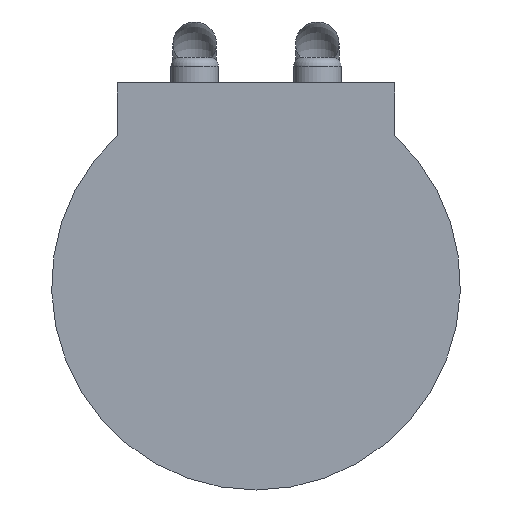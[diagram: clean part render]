
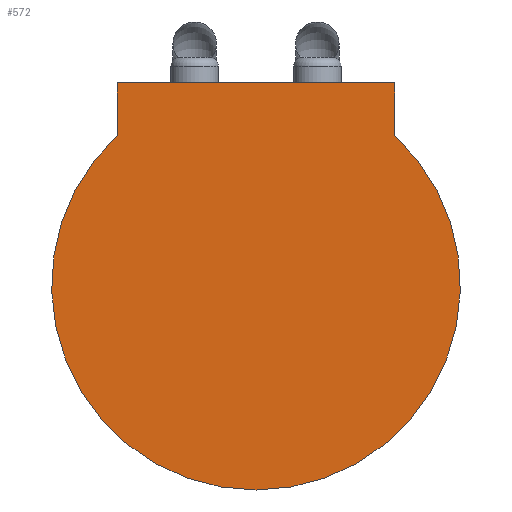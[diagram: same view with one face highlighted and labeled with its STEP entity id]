
A CAD part, front view. The second image highlights one B-rep face of the part: STEP entity #572.
In plain terms, the highlighted planar face has unit normal (0, -1, 0).
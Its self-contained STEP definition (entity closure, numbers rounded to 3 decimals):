
#10 = CARTESIAN_POINT ( 'NONE',  ( 23.971, -4., -1.3 ) ) ;
#24 = DIRECTION ( 'NONE',  ( 0., 0., 1. ) ) ;
#37 = VECTOR ( 'NONE', #24, 1000. ) ;
#46 = CARTESIAN_POINT ( 'NONE',  ( 23.971, -4., -6.3 ) ) ;
#49 = EDGE_CURVE ( 'NONE', #319, #392, #1110, .T. ) ;
#76 = CARTESIAN_POINT ( 'NONE',  ( -9.271, -4., 0. ) ) ;
#112 = EDGE_CURVE ( 'NONE', #1394, #392, #687, .T. ) ;
#125 = PLANE ( 'NONE',  #763 ) ;
#129 = EDGE_CURVE ( 'NONE', #840, #1098, #574, .T. ) ;
#174 = CARTESIAN_POINT ( 'NONE',  ( 7.35, -4., -48.8 ) ) ;
#222 = CARTESIAN_POINT ( 'NONE',  ( 7.35, -4., -24.3 ) ) ;
#237 = EDGE_LOOP ( 'NONE', ( #735, #1314, #1333, #586, #1390 ) ) ;
#303 = FACE_OUTER_BOUND ( 'NONE', #237, .T. ) ;
#319 = VERTEX_POINT ( 'NONE', #457 ) ;
#334 = DIRECTION ( 'NONE',  ( 0., 0., -1. ) ) ;
#341 = CIRCLE ( 'NONE', #948, 24.5 ) ;
#392 = VERTEX_POINT ( 'NONE', #46 ) ;
#438 = CARTESIAN_POINT ( 'NONE',  ( -9.271, -4., -6.3 ) ) ;
#457 = CARTESIAN_POINT ( 'NONE',  ( 23.971, -4., 0. ) ) ;
#481 = CARTESIAN_POINT ( 'NONE',  ( 31.85, -4., 0. ) ) ;
#533 = DIRECTION ( 'NONE',  ( 0., 1., 0. ) ) ;
#572 = ADVANCED_FACE ( 'NONE', ( #303 ), #125, .F. ) ;
#574 = LINE ( 'NONE', #1028, #37 ) ;
#586 = ORIENTED_EDGE ( 'NONE', *, *, #112, .T. ) ;
#601 = VECTOR ( 'NONE', #944, 1000. ) ;
#639 = CARTESIAN_POINT ( 'NONE',  ( 31.85, -4., -1.3 ) ) ;
#687 = CIRCLE ( 'NONE', #1320, 24.5 ) ;
#735 = ORIENTED_EDGE ( 'NONE', *, *, #1412, .T. ) ;
#763 = AXIS2_PLACEMENT_3D ( 'NONE', #639, #533, #869 ) ;
#767 = DIRECTION ( 'NONE',  ( 0., -1., 0. ) ) ;
#773 = DIRECTION ( 'NONE',  ( 0., 0., -1. ) ) ;
#840 = VERTEX_POINT ( 'NONE', #438 ) ;
#869 = DIRECTION ( 'NONE',  ( 0., 0., 1. ) ) ;
#944 = DIRECTION ( 'NONE',  ( -1., 0., 0. ) ) ;
#948 = AXIS2_PLACEMENT_3D ( 'NONE', #222, #767, #1104 ) ;
#1020 = DIRECTION ( 'NONE',  ( 0., -1., 0. ) ) ;
#1028 = CARTESIAN_POINT ( 'NONE',  ( -9.271, -4., -1.3 ) ) ;
#1048 = LINE ( 'NONE', #481, #601 ) ;
#1098 = VERTEX_POINT ( 'NONE', #76 ) ;
#1104 = DIRECTION ( 'NONE',  ( 0., 0., -1. ) ) ;
#1110 = LINE ( 'NONE', #10, #1251 ) ;
#1191 = EDGE_CURVE ( 'NONE', #840, #1394, #341, .T. ) ;
#1251 = VECTOR ( 'NONE', #773, 1000. ) ;
#1314 = ORIENTED_EDGE ( 'NONE', *, *, #129, .F. ) ;
#1320 = AXIS2_PLACEMENT_3D ( 'NONE', #1336, #1020, #334 ) ;
#1333 = ORIENTED_EDGE ( 'NONE', *, *, #1191, .T. ) ;
#1336 = CARTESIAN_POINT ( 'NONE',  ( 7.35, -4., -24.3 ) ) ;
#1390 = ORIENTED_EDGE ( 'NONE', *, *, #49, .F. ) ;
#1394 = VERTEX_POINT ( 'NONE', #174 ) ;
#1412 = EDGE_CURVE ( 'NONE', #319, #1098, #1048, .T. ) ;
